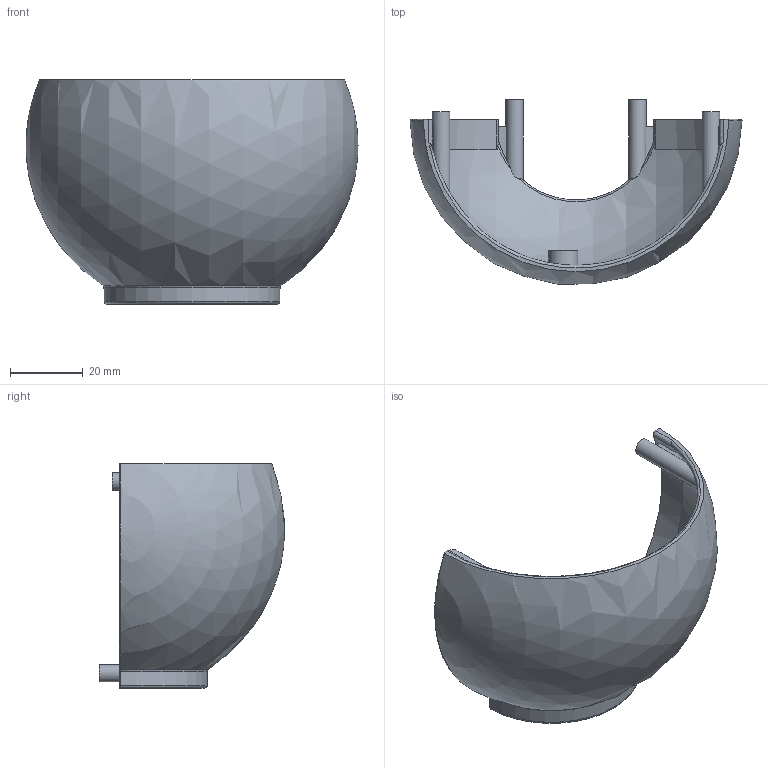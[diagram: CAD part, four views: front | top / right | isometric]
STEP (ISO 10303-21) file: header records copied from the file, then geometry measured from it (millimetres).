
FILE_DESCRIPTION(/* description */ (''),/* implementation_level */ '2;1');
FILE_NAME(/* name */ 'bba23009-d8d2-423a-8a09-f1026de5b919.stp',/* time_stamp */ '2019-09-01T14:44:00-06:00',/* author */ ('sridharPR5JY'),/* organization */ (''),/* preprocessor_version */ 'ST-DEVELOPER v18',/* originating_system */ 'Autodesk Translation Framework v8.2.0.1029',/* authorisation */ '');
FILE_SCHEMA (('AUTOMOTIVE_DESIGN { 1 0 10303 214 3 1 1 }'));
Length unit declared in the file: millimetre
Products named in the file (1): NECK_GLOBE_FRONT
Bounding box: 91 x 50.75 x 61.5 mm (x, y, z)
Volume: 17877.9 mm3; surface area: 19966.4 mm2
Topology: 1 solids, 1 shells, 87 faces, 231 edges, 154 vertices
Faces by surface type: plane 31, cylinder 21, cone 12, torus 10, bspline 8, sphere 5
Full cylindrical faces by diameter (mm): 2.3 x4, 4.8 x4, 6 x1, 8 x1
Entity records: 4118 total; most frequent: CARTESIAN_POINT 1971, ORIENTED_EDGE 462, DIRECTION 425, EDGE_CURVE 231, AXIS2_PLACEMENT_3D 177, VERTEX_POINT 154, EDGE_LOOP 95, FACE_OUTER_BOUND 87
